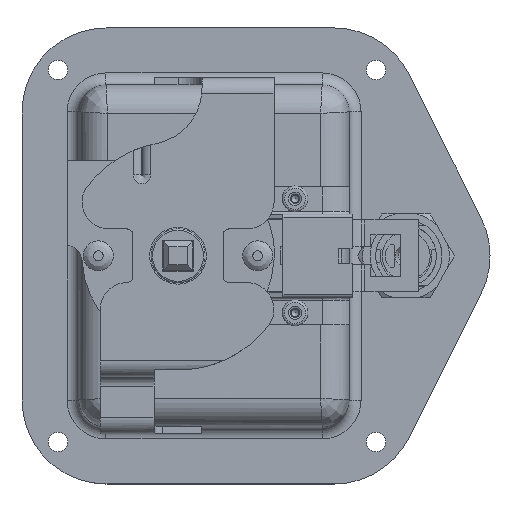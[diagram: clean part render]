
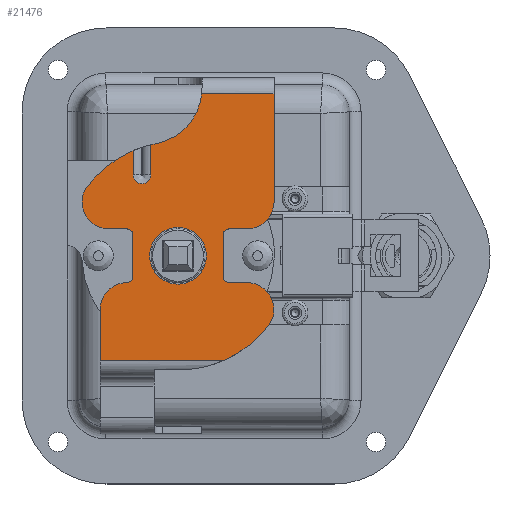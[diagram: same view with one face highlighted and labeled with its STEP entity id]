
A CAD part, top view. The second image highlights one B-rep face of the part: STEP entity #21476.
In plain terms, the highlighted planar face has unit normal (0, 0, 1).
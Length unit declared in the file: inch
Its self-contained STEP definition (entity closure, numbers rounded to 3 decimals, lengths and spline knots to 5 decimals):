
#21029=CARTESIAN_POINT('',(-0.4687,0.84333,-2.78736));
#21030=VERTEX_POINT('',#21029);
#21040=CARTESIAN_POINT('',(-0.2813,0.84333,-2.78736));
#21041=VERTEX_POINT('',#21040);
#21042=CARTESIAN_POINT('',(-0.375,0.84333,-2.78736));
#21043=DIRECTION('',(0.0,0.0,1.0));
#21044=DIRECTION('',(0.0,-1.0,0.0));
#21045=AXIS2_PLACEMENT_3D('',#21042,#21043,#21044);
#21046=CIRCLE('',#21045,0.0937);
#21047=EDGE_CURVE('',#21030,#21041,#21046,.T.);
#21174=CARTESIAN_POINT('',(-0.4687,1.09381,-2.78736));
#21175=VERTEX_POINT('',#21174);
#21189=CARTESIAN_POINT('',(-0.4687,1.09381,-2.78736));
#21190=DIRECTION('',(0.0,-1.0,0.0));
#21191=VECTOR('',#21190,0.25048);
#21192=LINE('',#21189,#21191);
#21193=EDGE_CURVE('',#21175,#21030,#21192,.T.);
#21245=CARTESIAN_POINT('',(-0.2813,1.15628,-2.78736));
#21246=VERTEX_POINT('',#21245);
#21260=CARTESIAN_POINT('',(-0.2813,1.15628,-2.78736));
#21261=DIRECTION('',(0.0,-1.0,0.0));
#21262=VECTOR('',#21261,0.31294);
#21263=LINE('',#21260,#21262);
#21264=EDGE_CURVE('',#21246,#21041,#21263,.T.);
#21269=CARTESIAN_POINT('',(-0.53125,-1.22535,-2.78736));
#21270=DIRECTION('',(0.0,0.0,-1.0));
#21271=DIRECTION('',(0.0,-1.0,0.0));
#21272=AXIS2_PLACEMENT_3D('',#21269,#21270,#21271);
#21273=PLANE('',#21272);
#21274=ORIENTED_EDGE('',*,*,#21047,.F.);
#21275=ORIENTED_EDGE('',*,*,#21193,.F.);
#21276=CARTESIAN_POINT('',(-0.96304,0.69904,-2.78736));
#21277=VERTEX_POINT('',#21276);
#21278=CARTESIAN_POINT('',(0.,0.,-2.78736));
#21279=DIRECTION('',(0.,0.,-1.0));
#21280=DIRECTION('',(-0.809,0.587,0.));
#21281=AXIS2_PLACEMENT_3D('',#21278,#21279,#21280);
#21282=CIRCLE('',#21281,1.19);
#21283=EDGE_CURVE('',#21277,#21175,#21282,.T.);
#21284=ORIENTED_EDGE('',*,*,#21283,.F.);
#21285=CARTESIAN_POINT('',(-0.72,0.28,-2.78736));
#21286=VERTEX_POINT('',#21285);
#21287=CARTESIAN_POINT('',(-0.72,0.56,-2.78736));
#21288=DIRECTION('',(0.0,0.0,-1.0));
#21289=DIRECTION('',(0.0,-1.0,0.0));
#21290=AXIS2_PLACEMENT_3D('',#21287,#21288,#21289);
#21291=CIRCLE('',#21290,0.28);
#21292=EDGE_CURVE('',#21286,#21277,#21291,.T.);
#21293=ORIENTED_EDGE('',*,*,#21292,.F.);
#21294=CARTESIAN_POINT('',(-0.532,0.28,-2.78736));
#21295=VERTEX_POINT('',#21294);
#21296=CARTESIAN_POINT('',(-0.532,0.28,-2.78736));
#21297=DIRECTION('',(-1.0,0.0,0.0));
#21298=VECTOR('',#21297,0.188);
#21299=LINE('',#21296,#21298);
#21300=EDGE_CURVE('',#21295,#21286,#21299,.T.);
#21301=ORIENTED_EDGE('',*,*,#21300,.F.);
#21302=CARTESIAN_POINT('',(-0.47,0.218,-2.78736));
#21303=VERTEX_POINT('',#21302);
#21304=CARTESIAN_POINT('',(-0.532,0.218,-2.78736));
#21305=DIRECTION('',(0.0,0.0,1.0));
#21306=DIRECTION('',(0.0,-1.0,0.0));
#21307=AXIS2_PLACEMENT_3D('',#21304,#21305,#21306);
#21308=CIRCLE('',#21307,0.062);
#21309=EDGE_CURVE('',#21303,#21295,#21308,.T.);
#21310=ORIENTED_EDGE('',*,*,#21309,.F.);
#21311=CARTESIAN_POINT('',(-0.47,-0.218,-2.78736));
#21312=VERTEX_POINT('',#21311);
#21313=CARTESIAN_POINT('',(-0.47,-0.218,-2.78736));
#21314=DIRECTION('',(0.0,1.0,0.0));
#21315=VECTOR('',#21314,0.436);
#21316=LINE('',#21313,#21315);
#21317=EDGE_CURVE('',#21312,#21303,#21316,.T.);
#21318=ORIENTED_EDGE('',*,*,#21317,.F.);
#21319=CARTESIAN_POINT('',(-0.532,-0.28,-2.78736));
#21320=VERTEX_POINT('',#21319);
#21321=CARTESIAN_POINT('',(-0.532,-0.218,-2.78736));
#21322=DIRECTION('',(0.0,0.0,1.0));
#21323=DIRECTION('',(-1.0,0.0,0.0));
#21324=AXIS2_PLACEMENT_3D('',#21321,#21322,#21323);
#21325=CIRCLE('',#21324,0.062);
#21326=EDGE_CURVE('',#21320,#21312,#21325,.T.);
#21327=ORIENTED_EDGE('',*,*,#21326,.F.);
#21328=CARTESIAN_POINT('',(-0.5325,-0.28,-2.78736));
#21329=VERTEX_POINT('',#21328);
#21330=CARTESIAN_POINT('',(-0.5325,-0.28,-2.78736));
#21331=DIRECTION('',(1.0,0.0,0.0));
#21332=VECTOR('',#21331,0.0005);
#21333=LINE('',#21330,#21332);
#21334=EDGE_CURVE('',#21329,#21320,#21333,.T.);
#21335=ORIENTED_EDGE('',*,*,#21334,.F.);
#21336=CARTESIAN_POINT('',(-0.8125,-0.56,-2.78736));
#21337=VERTEX_POINT('',#21336);
#21338=CARTESIAN_POINT('',(-0.5325,-0.56,-2.78736));
#21339=DIRECTION('',(0.0,0.0,-1.0));
#21340=DIRECTION('',(-1.0,0.0,0.0));
#21341=AXIS2_PLACEMENT_3D('',#21338,#21339,#21340);
#21342=CIRCLE('',#21341,0.28);
#21343=EDGE_CURVE('',#21337,#21329,#21342,.T.);
#21344=ORIENTED_EDGE('',*,*,#21343,.F.);
#21345=CARTESIAN_POINT('',(-0.8125,-1.0937,-2.78736));
#21346=VERTEX_POINT('',#21345);
#21347=CARTESIAN_POINT('',(-0.8125,-1.0937,-2.78736));
#21348=DIRECTION('',(0.0,1.0,0.0));
#21349=VECTOR('',#21348,0.5337);
#21350=LINE('',#21347,#21349);
#21351=EDGE_CURVE('',#21346,#21337,#21350,.T.);
#21352=ORIENTED_EDGE('',*,*,#21351,.F.);
#21353=CARTESIAN_POINT('',(0.46896,-1.0937,-2.78736));
#21354=VERTEX_POINT('',#21353);
#21355=CARTESIAN_POINT('',(0.46896,-1.0937,-2.78736));
#21356=DIRECTION('',(-1.0,0.0,0.0));
#21357=VECTOR('',#21356,1.28146);
#21358=LINE('',#21355,#21357);
#21359=EDGE_CURVE('',#21354,#21346,#21358,.T.);
#21360=ORIENTED_EDGE('',*,*,#21359,.F.);
#21361=CARTESIAN_POINT('',(0.96304,-0.69904,-2.78736));
#21362=VERTEX_POINT('',#21361);
#21363=CARTESIAN_POINT('',(0.,0.,-2.78736));
#21364=DIRECTION('',(0.,0.,-1.0));
#21365=DIRECTION('',(0.809,-0.587,0.));
#21366=AXIS2_PLACEMENT_3D('',#21363,#21364,#21365);
#21367=CIRCLE('',#21366,1.19);
#21368=EDGE_CURVE('',#21362,#21354,#21367,.T.);
#21369=ORIENTED_EDGE('',*,*,#21368,.F.);
#21370=CARTESIAN_POINT('',(0.72,-0.28,-2.78736));
#21371=VERTEX_POINT('',#21370);
#21372=CARTESIAN_POINT('',(0.72,-0.56,-2.78736));
#21373=DIRECTION('',(0.0,0.0,-1.0));
#21374=DIRECTION('',(0.0,1.0,0.0));
#21375=AXIS2_PLACEMENT_3D('',#21372,#21373,#21374);
#21376=CIRCLE('',#21375,0.28);
#21377=EDGE_CURVE('',#21371,#21362,#21376,.T.);
#21378=ORIENTED_EDGE('',*,*,#21377,.F.);
#21379=CARTESIAN_POINT('',(0.532,-0.28,-2.78736));
#21380=VERTEX_POINT('',#21379);
#21381=CARTESIAN_POINT('',(0.532,-0.28,-2.78736));
#21382=DIRECTION('',(1.0,0.0,0.0));
#21383=VECTOR('',#21382,0.188);
#21384=LINE('',#21381,#21383);
#21385=EDGE_CURVE('',#21380,#21371,#21384,.T.);
#21386=ORIENTED_EDGE('',*,*,#21385,.F.);
#21387=CARTESIAN_POINT('',(0.47,-0.218,-2.78736));
#21388=VERTEX_POINT('',#21387);
#21389=CARTESIAN_POINT('',(0.532,-0.218,-2.78736));
#21390=DIRECTION('',(0.0,0.0,1.0));
#21391=DIRECTION('',(0.0,1.0,0.0));
#21392=AXIS2_PLACEMENT_3D('',#21389,#21390,#21391);
#21393=CIRCLE('',#21392,0.062);
#21394=EDGE_CURVE('',#21388,#21380,#21393,.T.);
#21395=ORIENTED_EDGE('',*,*,#21394,.F.);
#21396=CARTESIAN_POINT('',(0.47,0.218,-2.78736));
#21397=VERTEX_POINT('',#21396);
#21398=CARTESIAN_POINT('',(0.47,0.218,-2.78736));
#21399=DIRECTION('',(0.0,-1.0,0.0));
#21400=VECTOR('',#21399,0.436);
#21401=LINE('',#21398,#21400);
#21402=EDGE_CURVE('',#21397,#21388,#21401,.T.);
#21403=ORIENTED_EDGE('',*,*,#21402,.F.);
#21404=CARTESIAN_POINT('',(0.532,0.28,-2.78736));
#21405=VERTEX_POINT('',#21404);
#21406=CARTESIAN_POINT('',(0.532,0.218,-2.78736));
#21407=DIRECTION('',(0.0,0.0,1.0));
#21408=DIRECTION('',(1.0,0.0,0.0));
#21409=AXIS2_PLACEMENT_3D('',#21406,#21407,#21408);
#21410=CIRCLE('',#21409,0.062);
#21411=EDGE_CURVE('',#21405,#21397,#21410,.T.);
#21412=ORIENTED_EDGE('',*,*,#21411,.F.);
#21413=CARTESIAN_POINT('',(0.72,0.28,-2.78736));
#21414=VERTEX_POINT('',#21413);
#21415=CARTESIAN_POINT('',(0.72,0.28,-2.78736));
#21416=DIRECTION('',(-1.0,0.0,0.0));
#21417=VECTOR('',#21416,0.188);
#21418=LINE('',#21415,#21417);
#21419=EDGE_CURVE('',#21414,#21405,#21418,.T.);
#21420=ORIENTED_EDGE('',*,*,#21419,.F.);
#21421=CARTESIAN_POINT('',(1.,0.56,-2.78736));
#21422=VERTEX_POINT('',#21421);
#21423=CARTESIAN_POINT('',(0.72,0.56,-2.78736));
#21424=DIRECTION('',(0.0,0.0,-1.0));
#21425=DIRECTION('',(1.0,0.0,0.0));
#21426=AXIS2_PLACEMENT_3D('',#21423,#21424,#21425);
#21427=CIRCLE('',#21426,0.28);
#21428=EDGE_CURVE('',#21422,#21414,#21427,.T.);
#21429=ORIENTED_EDGE('',*,*,#21428,.F.);
#21430=CARTESIAN_POINT('',(1.,1.6867,-2.78736));
#21431=VERTEX_POINT('',#21430);
#21432=CARTESIAN_POINT('',(1.,1.6867,-2.78736));
#21433=DIRECTION('',(0.0,-1.0,0.0));
#21434=VECTOR('',#21433,1.1267);
#21435=LINE('',#21432,#21434);
#21436=EDGE_CURVE('',#21431,#21422,#21435,.T.);
#21437=ORIENTED_EDGE('',*,*,#21436,.F.);
#21438=CARTESIAN_POINT('',(0.24681,1.6867,-2.78736));
#21439=VERTEX_POINT('',#21438);
#21440=CARTESIAN_POINT('',(0.24681,1.6867,-2.78736));
#21441=DIRECTION('',(1.0,0.0,0.0));
#21442=VECTOR('',#21441,0.75319);
#21443=LINE('',#21440,#21442);
#21444=EDGE_CURVE('',#21439,#21431,#21443,.T.);
#21445=ORIENTED_EDGE('',*,*,#21444,.F.);
#21446=CARTESIAN_POINT('',(-0.22784,1.16798,-2.78736));
#21447=VERTEX_POINT('',#21446);
#21448=CARTESIAN_POINT('',(-0.341,1.74805,-2.78736));
#21449=DIRECTION('',(0.0,0.0,1.0));
#21450=DIRECTION('',(-1.0,0.0,0.0));
#21451=AXIS2_PLACEMENT_3D('',#21448,#21449,#21450);
#21452=CIRCLE('',#21451,0.591);
#21453=EDGE_CURVE('',#21447,#21439,#21452,.T.);
#21454=ORIENTED_EDGE('',*,*,#21453,.F.);
#21455=CARTESIAN_POINT('',(0.,0.,-2.78736));
#21456=DIRECTION('',(0.,0.,-1.0));
#21457=DIRECTION('',(-0.809,0.587,0.));
#21458=AXIS2_PLACEMENT_3D('',#21455,#21456,#21457);
#21459=CIRCLE('',#21458,1.19);
#21460=EDGE_CURVE('',#21246,#21447,#21459,.T.);
#21461=ORIENTED_EDGE('',*,*,#21460,.F.);
#21462=ORIENTED_EDGE('',*,*,#21264,.T.);
#21463=EDGE_LOOP('',(#21274,#21275,#21284,#21293,#21301,#21310,#21318,#21327,#21335,#21344,#21352,#21360,#21369,#21378,#21386,#21395,#21403,#21412,#21420,#21429,#21437,#21445,#21454,#21461,#21462));
#21464=FACE_OUTER_BOUND('',#21463,.T.);
#21465=CARTESIAN_POINT('',(0.,-0.29575,-2.78736));
#21466=VERTEX_POINT('',#21465);
#21467=CARTESIAN_POINT('',(0.,0.,-2.78736));
#21468=DIRECTION('',(0.0,0.0,-1.0));
#21469=DIRECTION('',(0.0,1.0,0.0));
#21470=AXIS2_PLACEMENT_3D('',#21467,#21468,#21469);
#21471=CIRCLE('',#21470,0.29575);
#21472=EDGE_CURVE('',#21466,#21466,#21471,.T.);
#21473=ORIENTED_EDGE('',*,*,#21472,.T.);
#21474=EDGE_LOOP('',(#21473));
#21475=FACE_BOUND('',#21474,.T.);
#21476=ADVANCED_FACE('',(#21464,#21475),#21273,.F.);
